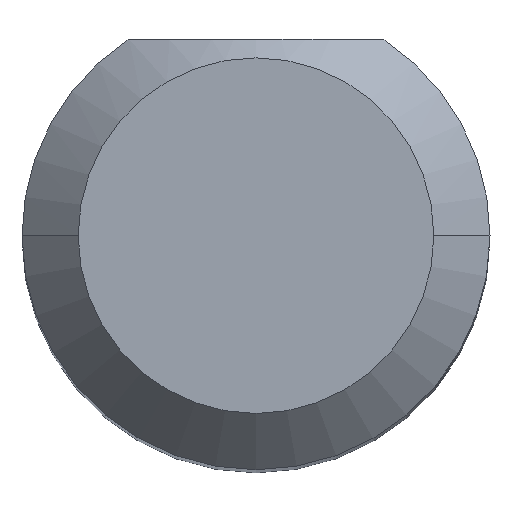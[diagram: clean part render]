
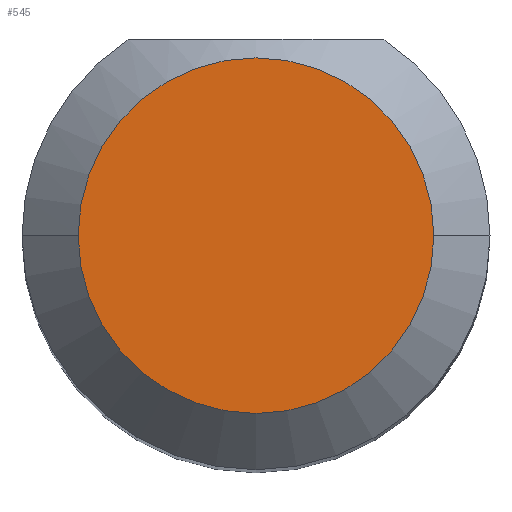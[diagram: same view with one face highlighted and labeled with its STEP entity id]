
A CAD part, top view. The second image highlights one B-rep face of the part: STEP entity #545.
In plain terms, the highlighted planar face has unit normal (0, 0, 1).
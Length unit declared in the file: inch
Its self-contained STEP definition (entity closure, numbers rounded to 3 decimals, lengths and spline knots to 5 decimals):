
#3 = DIRECTION ( 'NONE',  ( 0., 0., 1. ) ) ;
#39 = CARTESIAN_POINT ( 'NONE',  ( 0., 0., 1.5 ) ) ;
#45 = ORIENTED_EDGE ( 'NONE', *, *, #981, .T. ) ;
#106 = AXIS2_PLACEMENT_3D ( 'NONE', #782, #3, #139 ) ;
#126 = AXIS2_PLACEMENT_3D ( 'NONE', #39, #561, #912 ) ;
#139 = DIRECTION ( 'NONE',  ( 1., 0., 0. ) ) ;
#212 = PLANE ( 'NONE',  #283 ) ;
#254 = CARTESIAN_POINT ( 'NONE',  ( -0.0475, 0., 1.5 ) ) ;
#283 = AXIS2_PLACEMENT_3D ( 'NONE', #989, #394, #383 ) ;
#315 = EDGE_LOOP ( 'NONE', ( #936, #45 ) ) ;
#357 = VERTEX_POINT ( 'NONE', #635 ) ;
#383 = DIRECTION ( 'NONE',  ( 1., 0., 0. ) ) ;
#394 = DIRECTION ( 'NONE',  ( 0., 0., 1. ) ) ;
#407 = VERTEX_POINT ( 'NONE', #254 ) ;
#426 = EDGE_CURVE ( 'NONE', #407, #357, #1113, .T. ) ;
#545 = ADVANCED_FACE ( 'NONE', ( #1001 ), #212, .T. ) ;
#561 = DIRECTION ( 'NONE',  ( 0., 0., 1. ) ) ;
#635 = CARTESIAN_POINT ( 'NONE',  ( 0.0475, 0., 1.5 ) ) ;
#694 = CIRCLE ( 'NONE', #126, 0.0475 ) ;
#782 = CARTESIAN_POINT ( 'NONE',  ( 0., 0., 1.5 ) ) ;
#912 = DIRECTION ( 'NONE',  ( 1., 0., 0. ) ) ;
#936 = ORIENTED_EDGE ( 'NONE', *, *, #426, .T. ) ;
#981 = EDGE_CURVE ( 'NONE', #357, #407, #694, .T. ) ;
#989 = CARTESIAN_POINT ( 'NONE',  ( 0., 0., 1.5 ) ) ;
#1001 = FACE_OUTER_BOUND ( 'NONE', #315, .T. ) ;
#1113 = CIRCLE ( 'NONE', #106, 0.0475 ) ;
